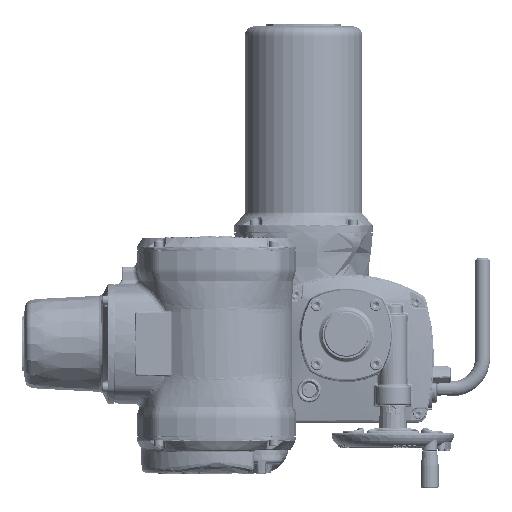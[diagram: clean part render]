
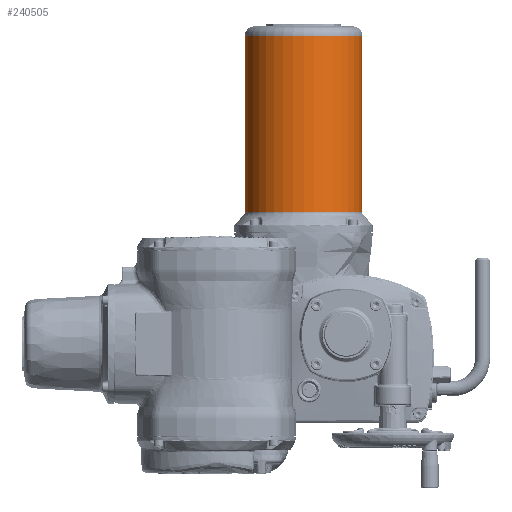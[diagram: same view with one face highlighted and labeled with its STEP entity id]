
A CAD part, top view. The second image highlights one B-rep face of the part: STEP entity #240505.
In plain terms, the highlighted cylindrical face has radius 63 mm (diameter 126 mm), a full revolution.
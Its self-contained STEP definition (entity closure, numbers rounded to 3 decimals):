
#14548=B_SPLINE_CURVE_WITH_KNOTS('',3,(#470245,#470246,#470247,#470248,
#470249,#470250,#470251,#470252,#470253,#470254,#470255,#470256,#470257,
#470258,#470259,#470260,#470261,#470262,#470263,#470264,#470265,#470266,
#470267,#470268,#470269,#470270,#470271,#470272,#470273,#470274,#470275,
#470276,#470277,#470278,#470279,#470280),.UNSPECIFIED.,.T.,.F.,(1,1,1,1,
1,1,1,1,1,1,1,1,1,1,1,1,1,1,1,1,1,1,1,1,1,1,1,1,1,1,1,1,1,1,1,1,1,1,1,1),
(-0.095,-0.064,-0.033,0.,0.03,
0.061,0.092,0.123,0.155,0.186,
0.217,0.233,0.248,0.28,
0.311,0.342,0.373,0.405,
0.436,0.467,0.498,0.53,
0.561,0.592,0.623,0.655,
0.686,0.717,0.748,0.78,
0.811,0.842,0.873,0.905,
0.936,0.967,1.,1.03,1.061,1.092),
 .UNSPECIFIED.);
#86504=ORIENTED_EDGE('',*,*,#111543,.T.);
#86505=ORIENTED_EDGE('',*,*,#111544,.T.);
#86506=ORIENTED_EDGE('',*,*,#111345,.T.);
#111345=EDGE_CURVE('',#126683,#126683,#131195,.T.);
#111543=EDGE_CURVE('',#126805,#126805,#131245,.T.);
#111544=EDGE_CURVE('',#126806,#126806,#14548,.T.);
#126683=VERTEX_POINT('',#468182);
#126805=VERTEX_POINT('',#470244);
#126806=VERTEX_POINT('',#470281);
#131195=CIRCLE('',#253414,63.);
#131245=CIRCLE('',#253505,63.);
#142538=EDGE_LOOP('',(#86504));
#142539=EDGE_LOOP('',(#86505));
#142540=EDGE_LOOP('',(#86506));
#154062=FACE_BOUND('',#142538,.T.);
#154063=FACE_BOUND('',#142539,.T.);
#154064=FACE_BOUND('',#142540,.T.);
#156984=CYLINDRICAL_SURFACE('',#253504,63.);
#240505=ADVANCED_FACE('',(#154062,#154063,#154064),#156984,.T.);
#253414=AXIS2_PLACEMENT_3D('',#468181,#289178,#289179);
#253504=AXIS2_PLACEMENT_3D('',#470242,#289394,#289395);
#253505=AXIS2_PLACEMENT_3D('',#470243,#289396,#289397);
#289178=DIRECTION('',(0.,1.,0.));
#289179=DIRECTION('',(-1.,0.,0.));
#289394=DIRECTION('',(0.,1.,0.));
#289395=DIRECTION('',(-1.,0.,0.));
#289396=DIRECTION('',(0.,-1.,0.));
#289397=DIRECTION('',(1.,0.,0.));
#468181=CARTESIAN_POINT('',(93.793,142.002,-225.777));
#468182=CARTESIAN_POINT('',(30.793,142.002,-225.777));
#470242=CARTESIAN_POINT('',(93.793,73.9,-225.777));
#470243=CARTESIAN_POINT('',(93.793,331.4,-225.777));
#470244=CARTESIAN_POINT('',(156.793,331.4,-225.777));
#470245=CARTESIAN_POINT('',(109.626,207.846,-286.758));
#470246=CARTESIAN_POINT('',(110.321,211.191,-286.571));
#470247=CARTESIAN_POINT('',(110.402,214.593,-286.548));
#470248=CARTESIAN_POINT('',(109.911,217.898,-286.682));
#470249=CARTESIAN_POINT('',(108.827,221.099,-286.963));
#470250=CARTESIAN_POINT('',(107.168,224.062,-287.351));
#470251=CARTESIAN_POINT('',(105.014,226.629,-287.786));
#470252=CARTESIAN_POINT('',(102.359,228.752,-288.214));
#470253=CARTESIAN_POINT('',(99.871,230.018,-288.499));
#470254=CARTESIAN_POINT('',(97.696,230.713,-288.663));
#470255=CARTESIAN_POINT('',(95.513,231.158,-288.771));
#470256=CARTESIAN_POINT('',(92.654,231.265,-288.798));
#470257=CARTESIAN_POINT('',(89.337,230.653,-288.647));
#470258=CARTESIAN_POINT('',(86.192,229.331,-288.341));
#470259=CARTESIAN_POINT('',(83.425,227.408,-287.936));
#470260=CARTESIAN_POINT('',(81.093,224.974,-287.496));
#470261=CARTESIAN_POINT('',(79.256,222.132,-287.084));
#470262=CARTESIAN_POINT('',(77.977,218.996,-286.762));
#470263=CARTESIAN_POINT('',(77.275,215.669,-286.573));
#470264=CARTESIAN_POINT('',(77.176,212.274,-286.546));
#470265=CARTESIAN_POINT('',(77.672,208.913,-286.681));
#470266=CARTESIAN_POINT('',(78.76,205.706,-286.962));
#470267=CARTESIAN_POINT('',(80.407,202.754,-287.349));
#470268=CARTESIAN_POINT('',(82.574,200.172,-287.786));
#470269=CARTESIAN_POINT('',(85.21,198.058,-288.212));
#470270=CARTESIAN_POINT('',(88.225,196.525,-288.558));
#470271=CARTESIAN_POINT('',(91.522,195.662,-288.766));
#470272=CARTESIAN_POINT('',(94.903,195.532,-288.798));
#470273=CARTESIAN_POINT('',(98.267,196.152,-288.647));
#470274=CARTESIAN_POINT('',(101.385,197.464,-288.342));
#470275=CARTESIAN_POINT('',(104.158,199.388,-287.937));
#470276=CARTESIAN_POINT('',(106.501,201.832,-287.494));
#470277=CARTESIAN_POINT('',(108.323,204.654,-287.086));
#470278=CARTESIAN_POINT('',(109.626,207.846,-286.758));
#470279=CARTESIAN_POINT('',(110.321,211.191,-286.571));
#470280=CARTESIAN_POINT('',(110.402,214.593,-286.548));
#470281=CARTESIAN_POINT('',(110.232,211.317,-286.595));
